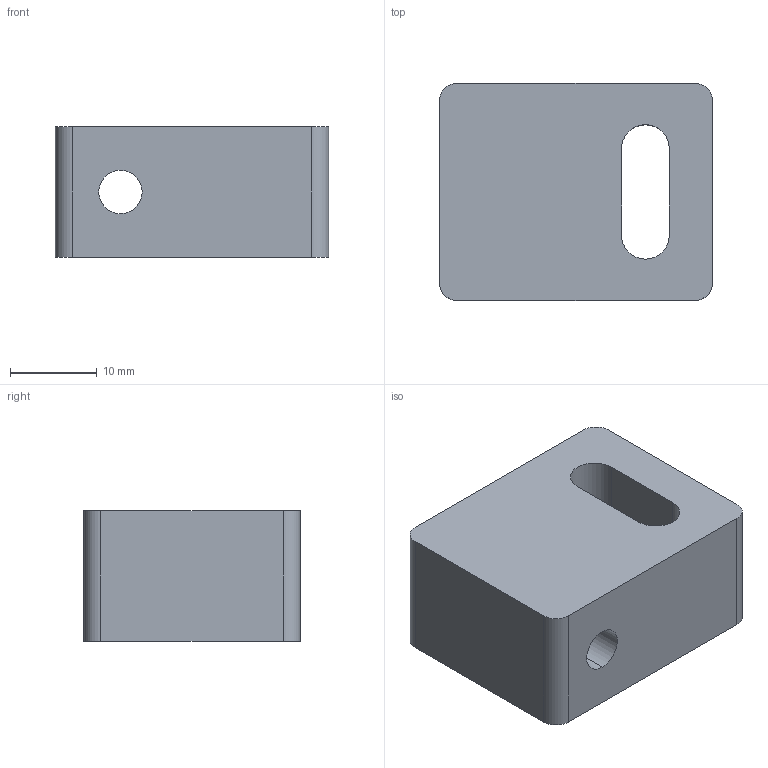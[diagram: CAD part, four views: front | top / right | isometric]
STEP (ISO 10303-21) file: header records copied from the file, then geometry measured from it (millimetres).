
FILE_DESCRIPTION (( 'STEP AP203' ), '1' );
FILE_NAME ('Êîðïóñ äàò÷èêà.STEP', '2023-04-24T07:59:49', ( '' ), ( '' ), 'SwSTEP 2.0', 'SolidWorks 2016', '' );
FILE_SCHEMA (( 'CONFIG_CONTROL_DESIGN' ));
Length unit declared in the file: millimetre
Products named in the file (1): Êîðïóñ äàò÷èêà
Bounding box: 31.5 x 25 x 15 mm (x, y, z)
Volume: 10065.2 mm3; surface area: 4060.6 mm2
Topology: 1 solids, 1 shells, 71 faces, 186 edges, 124 vertices
Faces by surface type: plane 51, bspline 12, cylinder 8
Entity records: 2977 total; most frequent: CARTESIAN_POINT 1202, ORIENTED_EDGE 372, DIRECTION 298, EDGE_CURVE 186, VECTOR 146, LINE 146, VERTEX_POINT 124, EDGE_LOOP 82
